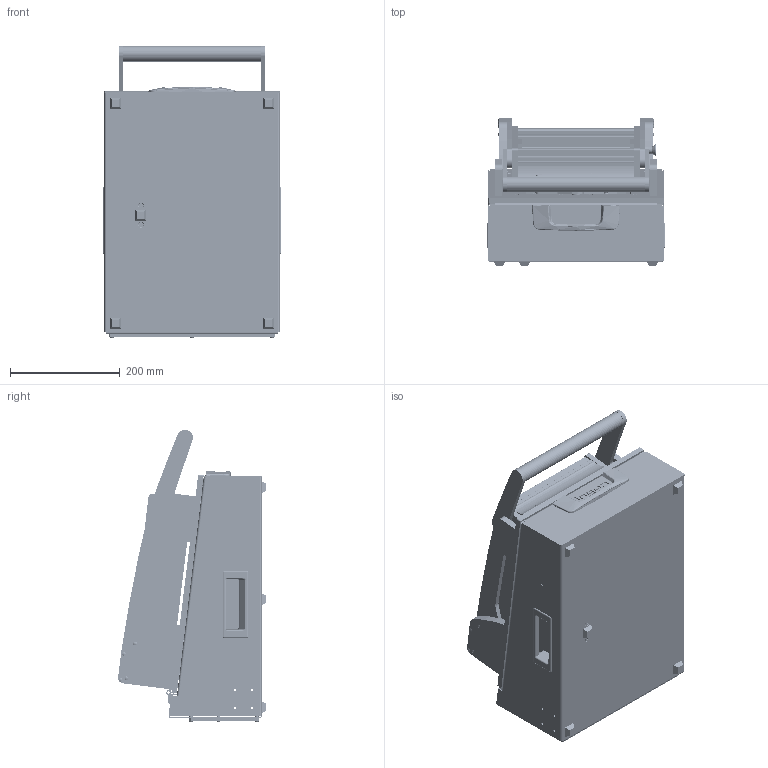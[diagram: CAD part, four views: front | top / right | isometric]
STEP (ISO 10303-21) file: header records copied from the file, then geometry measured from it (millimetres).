
FILE_DESCRIPTION (( 'STEP AP203' ), '1' );
FILE_NAME ('INGUN_43950.STEP', '2023-07-17T10:56:52', ( '' ), ( '' ), 'SwSTEP 2.0', 'SolidWorks 2021', '' );
FILE_SCHEMA (( 'CONFIG_CONTROL_DESIGN' ));
Length unit declared in the file: millimetre
Products named in the file (94): 43493~2_KUNDE<S>; ISO7380~n_M03,0x005; DIN125~n_06,4 M06,0 Fase; 109976~0_KUNDE<S>; 49317~0; K_02037~0; 8804~0; 43582~9_KUNDE<S>; 36176~0_S; 109963~0_KUNDE<S>; 38564~0; 109980~1_S; 36175~4_S; 43860~5_KUNDE<S>; ISO7380~n_M05,0x008; 35150~0_S; 37189~1_S; 32724~1; 30758~0_S; 112086~2_S; 30955~0_S; DIN125~n_05,3 M05,0 Fase; 112087~1_S; DIN6325~n_04,0m6x014; 11536~1; 2281~0; ASR~asr_拱04,2x07x拌8; 36201~3_S; 35334~0_S; DIN125~n_04,3 M04,0; 2528~0; 43589~4; DIN912~n_M04,0x012; 2281~0_180ø<Standard>; DIN7991~n_M05,0x020; 32171~0_S; 43198~4_KUNDE<S>; 53031~0_S; 30758_01~0_S; 32462~0_S ...
Assembly tree (205 placements, depth 6):
  INGUN_43950
    114907~0_S
      32334~6
      30758~0_S  x2
        30758_01~0_S
        30758_02~0_S
        38564~0
      20902~0
      21332~0_MA 2112<Standard>
        21332_02~0
        21332_01~0
      2720~0  x5
      53032~0_S
      32171~0_S
      35334~0_S
      32462~0_S
      8804~0
      DIN7991~n_M05,0x016
      DIN7991~n_M05,0x012  x2
      DIN985-A2~n_M05,0  x3
      DIN125~n_05,3 M05,0 Fase  x2
    43860~5_KUNDE<S>
      109980~1_S
        43589~4
        36175~4_S
        35662~11_S
        35663~9_S
        2281~0_180ø<Standard>  x2
          2281~0
        112064~0_S  x2
        53031~0_S
        35649~1_S
        37189~1_S
        31253~0_S
        30955~0_S
        30915~0
        ASR~asr_拱04,2x07x拌8  x2
        2528~0  x2
        31109~0
        36201~3_S
        DIN7991~n_M05,0x020  x7
        DIN6325~n_04,0m6x016  x2
        DIN6325~n_03,0m6x010  x4
        DIN7991~n_M05,0x016  x12
        DIN125~n_05,3 M05,0 Fase  x5
        DIN985-A2~n_M05,0  x5
        DIN6325~n_04,0m6x024
        DIN7991~n_M03,0x016 VA  x2
        DIN912~n_M04,0x012
        DIN6325~n_02,0m6x020
        ISO7380~n_M05,0x008  x2
        114566~0_S  x2
          112087~1_S
            111995~2_S
            112086~2_S
            DIN125~n_05,3 M05,0 Fase
          49317~0
          DIN912~n_M04,0x016
          DIN125~n_04,3 M04,0
          DIN125~n_06,4 M06,0 Fase
Bounding box: 324.6 x 269.75 x 533.52 mm (x, y, z)
Volume: 3882151.1 mm3; surface area: 2053340.5 mm2
Topology: 213 solids, 213 shells, 5297 faces, 13348 edges, 8517 vertices
Faces by surface type: cylinder 2148, plane 2086, cone 667, bspline 211, sphere 96, torus 89
Entity records: 118342 total; most frequent: CARTESIAN_POINT 27164, DIRECTION 16958, ORIENTED_EDGE 15922, EDGE_CURVE 7961, AXIS2_PLACEMENT_3D 6311, VERTEX_POINT 5134, LINE 4336, VECTOR 4336
